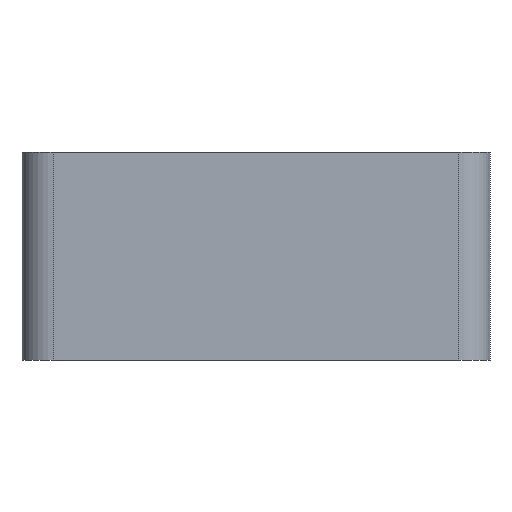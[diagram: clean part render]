
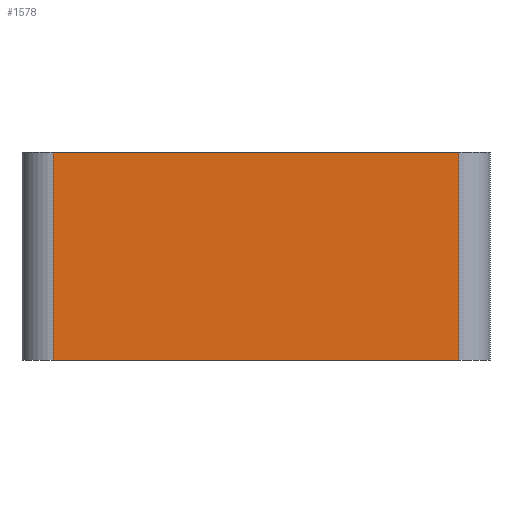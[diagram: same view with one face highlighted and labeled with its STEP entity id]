
A CAD part, left-side view. The second image highlights one B-rep face of the part: STEP entity #1578.
In plain terms, the highlighted planar face has unit normal (-1, 0, 0).
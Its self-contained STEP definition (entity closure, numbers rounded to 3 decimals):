
#115 = CARTESIAN_POINT ( 'NONE',  ( -62.5, 39., 40. ) ) ;
#276 = VECTOR ( 'NONE', #1588, 1000. ) ;
#421 = CARTESIAN_POINT ( 'NONE',  ( -62.5, 45., 40. ) ) ;
#428 = CARTESIAN_POINT ( 'NONE',  ( -62.5, 45., 40. ) ) ;
#552 = FACE_OUTER_BOUND ( 'NONE', #902, .T. ) ;
#604 = EDGE_CURVE ( 'NONE', #1773, #2260, #722, .T. ) ;
#722 = LINE ( 'NONE', #421, #1357 ) ;
#742 = VECTOR ( 'NONE', #1168, 1000. ) ;
#902 = EDGE_LOOP ( 'NONE', ( #2867, #1374, #2800, #2679 ) ) ;
#933 = CARTESIAN_POINT ( 'NONE',  ( -62.5, 39., 0. ) ) ;
#1011 = CARTESIAN_POINT ( 'NONE',  ( -62.5, -39., 0. ) ) ;
#1067 = VERTEX_POINT ( 'NONE', #933 ) ;
#1105 = CARTESIAN_POINT ( 'NONE',  ( -62.5, 45., 0. ) ) ;
#1168 = DIRECTION ( 'NONE',  ( 0., 0., -1. ) ) ;
#1184 = LINE ( 'NONE', #1105, #276 ) ;
#1228 = DIRECTION ( 'NONE',  ( 1., 0., 0. ) ) ;
#1349 = EDGE_CURVE ( 'NONE', #1067, #1775, #1184, .T. ) ;
#1357 = VECTOR ( 'NONE', #2007, 1000. ) ;
#1374 = ORIENTED_EDGE ( 'NONE', *, *, #2413, .T. ) ;
#1459 = DIRECTION ( 'NONE',  ( 0., 1., 0. ) ) ;
#1506 = LINE ( 'NONE', #3174, #2776 ) ;
#1578 = ADVANCED_FACE ( 'NONE', ( #552 ), #2542, .F. ) ;
#1588 = DIRECTION ( 'NONE',  ( 0., -1., 0. ) ) ;
#1773 = VERTEX_POINT ( 'NONE', #2552 ) ;
#1775 = VERTEX_POINT ( 'NONE', #1011 ) ;
#1885 = DIRECTION ( 'NONE',  ( 0., 0., 1. ) ) ;
#1894 = CARTESIAN_POINT ( 'NONE',  ( -62.5, -39., 40. ) ) ;
#2007 = DIRECTION ( 'NONE',  ( 0., -1., 0. ) ) ;
#2191 = AXIS2_PLACEMENT_3D ( 'NONE', #428, #1228, #1459 ) ;
#2260 = VERTEX_POINT ( 'NONE', #1894 ) ;
#2331 = EDGE_CURVE ( 'NONE', #1773, #1067, #2887, .T. ) ;
#2413 = EDGE_CURVE ( 'NONE', #1775, #2260, #1506, .T. ) ;
#2542 = PLANE ( 'NONE',  #2191 ) ;
#2552 = CARTESIAN_POINT ( 'NONE',  ( -62.5, 39., 40. ) ) ;
#2679 = ORIENTED_EDGE ( 'NONE', *, *, #2331, .T. ) ;
#2776 = VECTOR ( 'NONE', #1885, 1000. ) ;
#2800 = ORIENTED_EDGE ( 'NONE', *, *, #604, .F. ) ;
#2867 = ORIENTED_EDGE ( 'NONE', *, *, #1349, .T. ) ;
#2887 = LINE ( 'NONE', #115, #742 ) ;
#3174 = CARTESIAN_POINT ( 'NONE',  ( -62.5, -39., 40. ) ) ;
